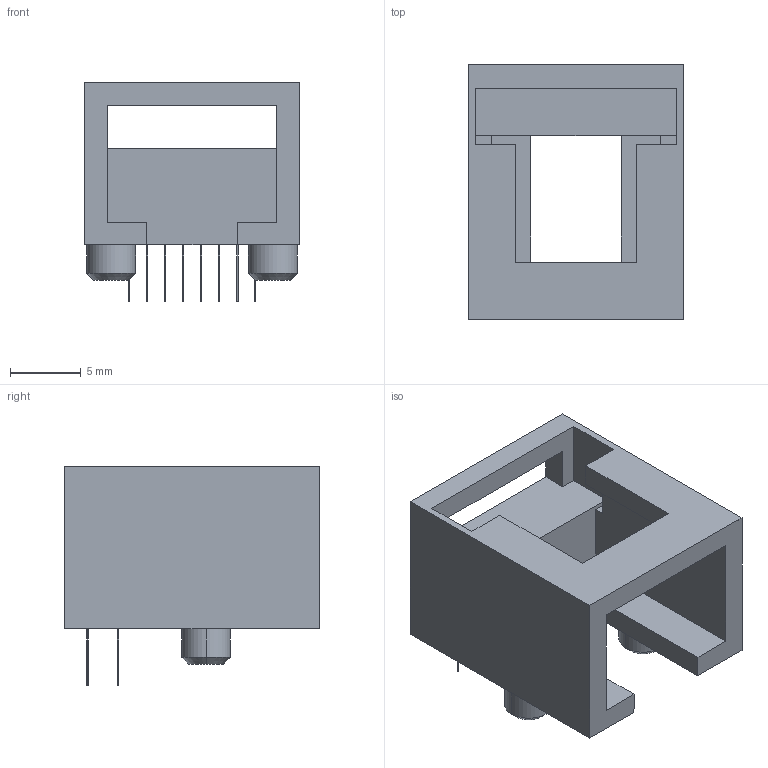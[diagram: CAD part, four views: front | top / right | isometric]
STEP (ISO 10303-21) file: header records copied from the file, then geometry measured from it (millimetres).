
FILE_DESCRIPTION (( 'STEP AP214' ), '1' );
FILE_NAME ('RJDEFAU05151254489161.step', '2006-05-15T16:54:49', ( 'sysadmin' ), ( 'SolidWorks' ), 'SwSTEP 2.0', 'SolidWorks 2006079', '' );
FILE_SCHEMA (( 'AUTOMOTIVE_DESIGN' ));
Length unit declared in the file: inch
Products named in the file (1): RJDEFAU05151254489161
Bounding box: 15.2 x 18 x 15.48 mm (x, y, z)
Volume: 1342.9 mm3; surface area: 1706.9 mm2
Topology: 1 solids, 1 shells, 62 faces, 152 edges, 100 vertices
Faces by surface type: plane 38, cylinder 20, cone 4
Entity records: 2487 total; most frequent: DIRECTION 322, CARTESIAN_POINT 315, ORIENTED_EDGE 304, EDGE_CURVE 152, VECTOR 108, LINE 108, AXIS2_PLACEMENT_3D 107, VERTEX_POINT 100
